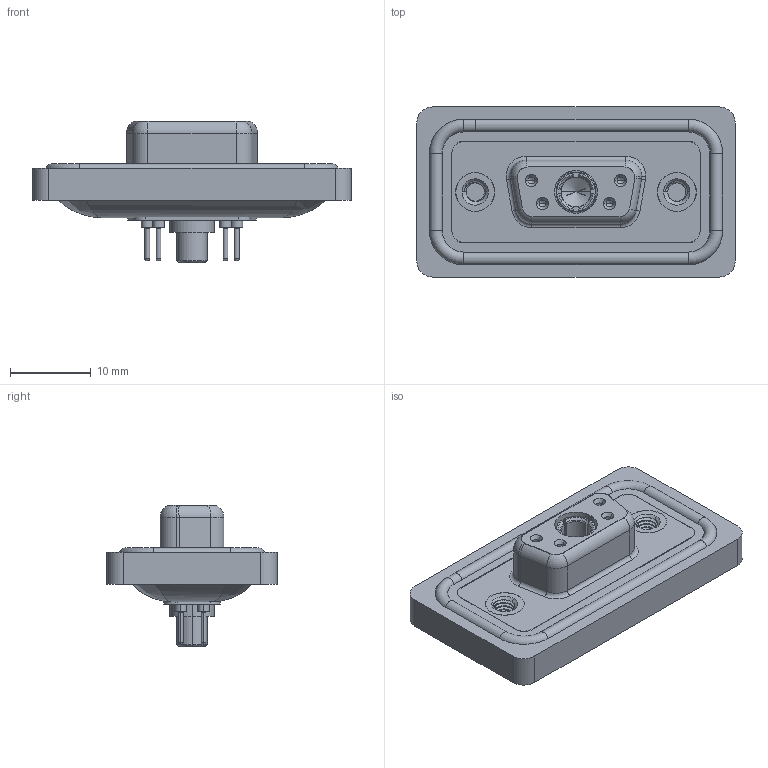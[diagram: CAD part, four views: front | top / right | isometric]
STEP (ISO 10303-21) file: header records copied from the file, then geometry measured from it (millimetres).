
FILE_DESCRIPTION (( 'STEP AP203' ), '1' );
FILE_NAME ('628W5W1-224-4NA.STEP', '2024-03-22T13:39:19', ( '' ), ( '' ), 'SwSTEP 2.0', 'SolidWorks 2023', '' );
FILE_SCHEMA (( 'CONFIG_CONTROL_DESIGN' ));
Length unit declared in the file: millimetre
Products named in the file (9): Power Socket_40A S; 628Combo Housing_5W1; 628Combo Contact Row 2_24; 628Combo Shell Front_09 Contacts; 628Combo Contact Row 1_24; 628Combo Threaded Rivet_A; 628Combo Waterproof Housing_09 Contacts; 628Combo Shell Rear_09 Contacts; 628W5W1-224-4NA
Assembly tree (11 placements, depth 2):
  628W5W1-224-4NA
    628Combo Housing_5W1
    628Combo Waterproof Housing_09 Contacts
    628Combo Shell Front_09 Contacts
    628Combo Shell Rear_09 Contacts
    628Combo Threaded Rivet_A  x2
    628Combo Contact Row 1_24  x2
    628Combo Contact Row 2_24  x2
    Power Socket_40A S
Bounding box: 39.5 x 21.1 x 17.55 mm (x, y, z)
Volume: 4787 mm3; surface area: 7643.7 mm2
Topology: 13 solids, 13 shells, 678 faces, 1643 edges, 1021 vertices
Faces by surface type: cylinder 289, plane 194, torus 131, cone 53, bspline 11
Entity records: 19835 total; most frequent: CARTESIAN_POINT 5395, DIRECTION 2999, ORIENTED_EDGE 2714, EDGE_CURVE 1357, AXIS2_PLACEMENT_3D 1223, VERTEX_POINT 853, CIRCLE 655, EDGE_LOOP 626
